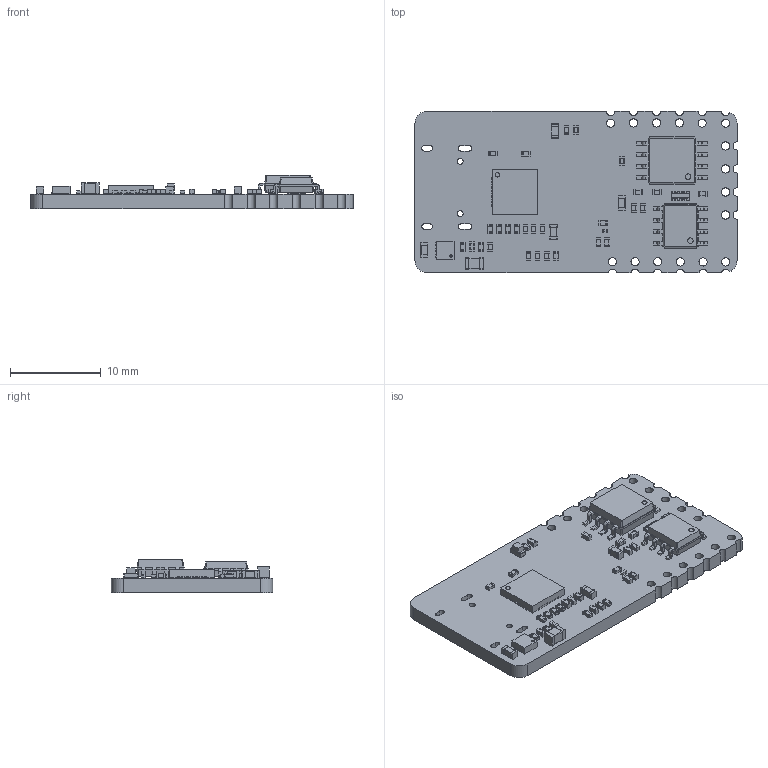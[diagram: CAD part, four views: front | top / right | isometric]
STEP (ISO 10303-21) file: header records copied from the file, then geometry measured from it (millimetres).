
FILE_DESCRIPTION(('KiCad electronic assembly'),'2;1');
FILE_NAME('V1.step','2024-12-03T00:52:31',('Pcbnew'),('Kicad'), 'Open CASCADE STEP processor 7.7','KiCad to STEP converter','Unknown' );
FILE_SCHEMA(('AUTOMOTIVE_DESIGN { 1 0 10303 214 1 1 1 1 }'));
Length unit declared in the file: millimetre
Products named in the file (26): V1 1; LED_0603_1608Metric; C_0402_1005Metric; C_0603_1608Metric; R_0402_1005Metric; QFN-28-1EP_5x5mm_P0.5mm_EP3.35x3.35mm; QFN-28-1EP_5x5mm_Pitch0.5mm; WSON-6-1EP_2x2mm_P0.65mm_EP1x1.6mm; WSON_6_1EP_2x2mm_P065mm_EP1x16mm; SOIC-8_5.275x5.275mm_P1.27mm; SOIC_8_5275x5275mm_P127mm; R_Array_Convex_4x0402; L_0402_1005Metric; L_0805_2012Metric; SOIC-8_3.9x4.9mm_P1.27mm; SOIC_8_39x49mm_P127mm; C_0201_0603Metric; _autosave-V1_PCB
Assembly tree (52 placements, depth 3):
  V1 1
    LED_0603_1608Metric
      LED_0603_1608Metric
    C_0402_1005Metric  x15
      C_0402_1005Metric
    C_0603_1608Metric  x3
      C_0603_1608Metric
    R_0402_1005Metric  x12
      R_0402_1005Metric
    QFN-28-1EP_5x5mm_P0.5mm_EP3.35x3.35mm
      QFN-28-1EP_5x5mm_Pitch0.5mm
    WSON-6-1EP_2x2mm_P0.65mm_EP1x1.6mm
      WSON_6_1EP_2x2mm_P065mm_EP1x16mm
    SOIC-8_5.275x5.275mm_P1.27mm
      SOIC_8_5275x5275mm_P127mm
    R_Array_Convex_4x0402
      R_Array_Convex_4x0402
    L_0402_1005Metric
      L_0402_1005Metric
    L_0805_2012Metric
      L_0805_2012Metric
    SOIC-8_3.9x4.9mm_P1.27mm
      SOIC_8_39x49mm_P127mm
    C_0201_0603Metric
      C_0201_0603Metric
    _autosave-V1_PCB
Bounding box: 35.56 x 17.8 x 3.71 mm (x, y, z)
Volume: 1102 mm3; surface area: 1891.4 mm2
Topology: 40 solids, 40 shells, 1794 faces, 4817 edges, 3152 vertices
Faces by surface type: plane 1154, cylinder 576, bspline 64
Full cylindrical faces by diameter (mm): 0.2 x2, 0.25 x1, 0.5 x1, 0.6 x2, 0.65 x2, 0.9 x16
Entity records: 40950 total; most frequent: CARTESIAN_POINT 6186, ORIENTED_EDGE 5834, DIRECTION 5549, EDGE_CURVE 2917, LINE 2255, VECTOR 2255, VERTEX_POINT 1900, AXIS2_PLACEMENT_3D 1647
